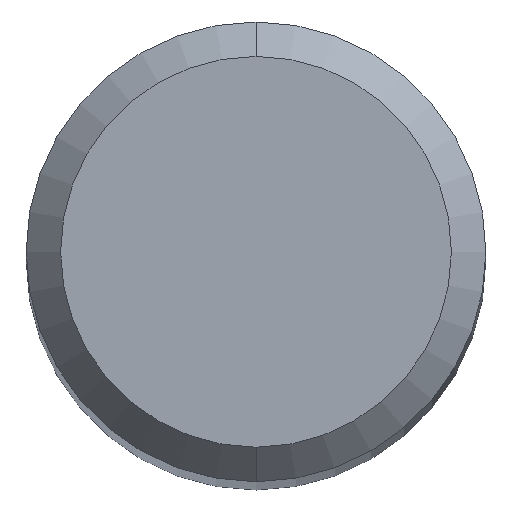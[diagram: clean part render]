
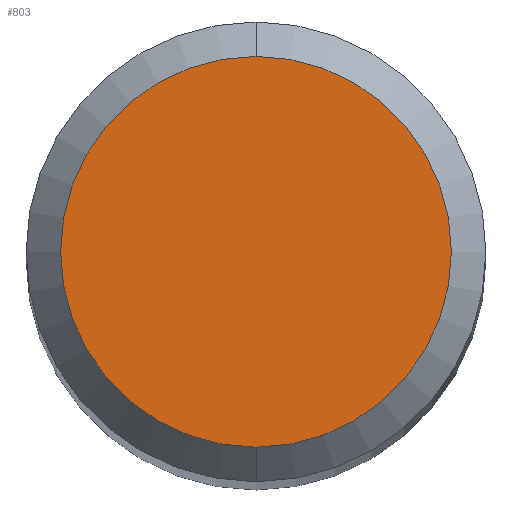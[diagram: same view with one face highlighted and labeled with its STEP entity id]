
A CAD part, top view. The second image highlights one B-rep face of the part: STEP entity #803.
In plain terms, the highlighted planar face has unit normal (0, 0, 1).
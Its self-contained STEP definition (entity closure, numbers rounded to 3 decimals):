
#487=VERTEX_POINT('',#1318);
#803=ADVANCED_FACE('',(#1653),#1654,.T.);
#821=VERTEX_POINT('',#1674);
#997=EDGE_CURVE('',#821,#487,#1874,.T.);
#1103=EDGE_CURVE('',#487,#821,#1990,.T.);
#1318=CARTESIAN_POINT('',(0.0,1.7,0.0));
#1653=FACE_OUTER_BOUND('',#3640,.T.);
#1654=PLANE('',#3641);
#1674=CARTESIAN_POINT('',(0.,-1.7,0.0));
#1874=CIRCLE('',#4694,1.7);
#1990=CIRCLE('',#5000,1.7);
#3640=EDGE_LOOP('',(#6048,#6049));
#3641=AXIS2_PLACEMENT_3D('',#6050,#6051,#6052);
#4694=AXIS2_PLACEMENT_3D('',#6386,#6387,#6388);
#5000=AXIS2_PLACEMENT_3D('',#6503,#6504,#6505);
#6048=ORIENTED_EDGE('',*,*,#1103,.F.);
#6049=ORIENTED_EDGE('',*,*,#997,.F.);
#6050=CARTESIAN_POINT('',(0.0,0.85,0.0));
#6051=DIRECTION('',(-0.0,0.0,1.0));
#6052=DIRECTION('',(0.0,-1.0,0.0));
#6386=CARTESIAN_POINT('',(0.0,0.0,0.0));
#6387=DIRECTION('',(0.0,0.0,-1.0));
#6388=DIRECTION('',(0.0,1.0,0.0));
#6503=CARTESIAN_POINT('',(0.0,0.0,0.0));
#6504=DIRECTION('',(0.0,0.0,-1.0));
#6505=DIRECTION('',(0.0,1.0,0.0));
